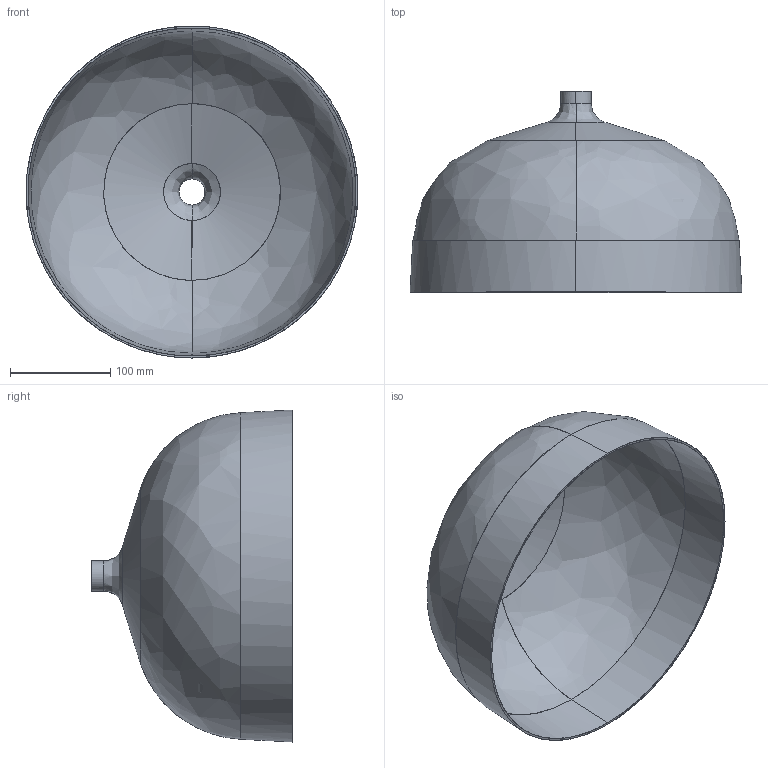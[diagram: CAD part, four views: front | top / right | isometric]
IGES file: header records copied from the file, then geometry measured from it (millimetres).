
Start section: SolidWorks IGES file using analytic representation for surfaces
Global section: file name: 61HGlaze 33.igs; native system: Rhinoceros ( Oct 24 2012 ); preprocessor: Trout Lake IGES 012 Oct 24 2012; date: 131108.032613; units: millimetre
Bounding box: 330.76 x 200 x 330.76 mm (x, y, z)
Surface area: 382833.3 mm2 (no closed solid volume)
Topology: 0 solids, 0 shells, 22 faces, 304 edges, 304 vertices
Faces by surface type: bspline 22
